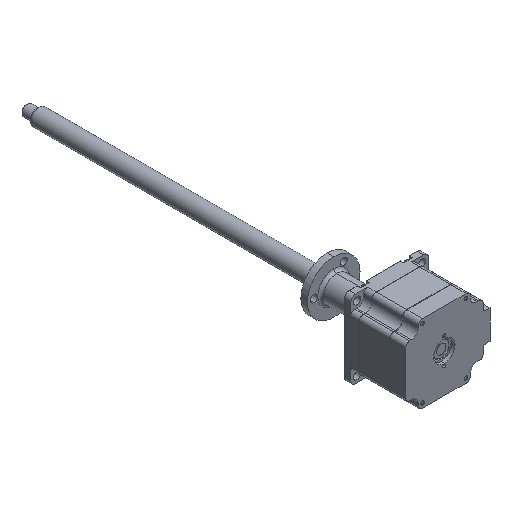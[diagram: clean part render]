
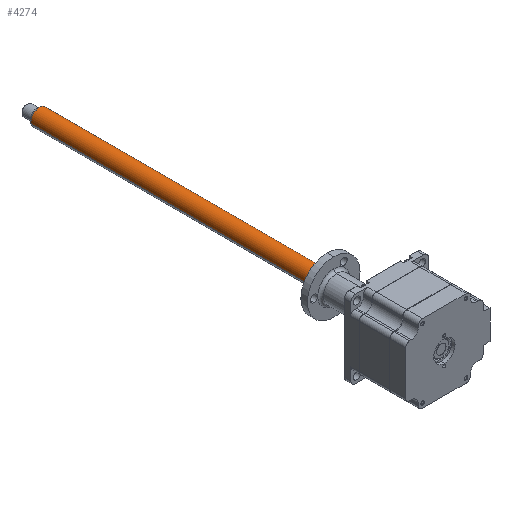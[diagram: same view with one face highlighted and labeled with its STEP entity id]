
A CAD part, isometric view. The second image highlights one B-rep face of the part: STEP entity #4274.
In plain terms, the highlighted cylindrical face has radius 6 mm (diameter 12 mm), a partial arc.
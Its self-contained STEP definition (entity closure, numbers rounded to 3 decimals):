
#546 = DIRECTION ( 'NONE',  ( -0.975, 0., -0.224 ) ) ;
#587 = CIRCLE ( 'NONE', #7894, 6. ) ;
#1012 = VERTEX_POINT ( 'NONE', #10889 ) ;
#2232 = ORIENTED_EDGE ( 'NONE', *, *, #12318, .T. ) ;
#2355 = CARTESIAN_POINT ( 'NONE',  ( -23.14, 3.999, 32.007 ) ) ;
#2827 = VERTEX_POINT ( 'NONE', #6962 ) ;
#3967 = VECTOR ( 'NONE', #8230, 1000. ) ;
#4274 = ADVANCED_FACE ( 'NONE', ( #8721 ), #6126, .T. ) ;
#4295 = CARTESIAN_POINT ( 'NONE',  ( -11.445, 253.999, 34.693 ) ) ;
#5305 = ORIENTED_EDGE ( 'NONE', *, *, #9510, .F. ) ;
#5718 = CARTESIAN_POINT ( 'NONE',  ( -17.293, 252.999, 33.35 ) ) ;
#5846 = ORIENTED_EDGE ( 'NONE', *, *, #11420, .F. ) ;
#5992 = ORIENTED_EDGE ( 'NONE', *, *, #11631, .T. ) ;
#6126 = CYLINDRICAL_SURFACE ( 'NONE', #10117, 6. ) ;
#6463 = DIRECTION ( 'NONE',  ( 0., -1., 0. ) ) ;
#6614 = VECTOR ( 'NONE', #8285, 1000. ) ;
#6707 = DIRECTION ( 'NONE',  ( 0.975, 0., 0.224 ) ) ;
#6931 = DIRECTION ( 'NONE',  ( 0., -1., 0. ) ) ;
#6962 = CARTESIAN_POINT ( 'NONE',  ( -23.14, 252.999, 32.007 ) ) ;
#7050 = CIRCLE ( 'NONE', #11043, 6. ) ;
#7346 = EDGE_LOOP ( 'NONE', ( #5305, #2232, #5992, #5846 ) ) ;
#7891 = DIRECTION ( 'NONE',  ( -0.975, 0., -0.224 ) ) ;
#7894 = AXIS2_PLACEMENT_3D ( 'NONE', #12237, #6463, #546 ) ;
#7915 = VERTEX_POINT ( 'NONE', #12297 ) ;
#8230 = DIRECTION ( 'NONE',  ( 0., -1., 0. ) ) ;
#8285 = DIRECTION ( 'NONE',  ( 0., -1., 0. ) ) ;
#8721 = FACE_OUTER_BOUND ( 'NONE', #7346, .T. ) ;
#8823 = CARTESIAN_POINT ( 'NONE',  ( -17.293, 253.999, 33.35 ) ) ;
#8867 = VERTEX_POINT ( 'NONE', #2355 ) ;
#9481 = LINE ( 'NONE', #10191, #6614 ) ;
#9510 = EDGE_CURVE ( 'NONE', #7915, #1012, #11703, .T. ) ;
#10117 = AXIS2_PLACEMENT_3D ( 'NONE', #8823, #6931, #7891 ) ;
#10191 = CARTESIAN_POINT ( 'NONE',  ( -23.14, 253.999, 32.007 ) ) ;
#10889 = CARTESIAN_POINT ( 'NONE',  ( -11.445, 3.999, 34.693 ) ) ;
#11043 = AXIS2_PLACEMENT_3D ( 'NONE', #5718, #12466, #6707 ) ;
#11420 = EDGE_CURVE ( 'NONE', #1012, #8867, #587, .T. ) ;
#11631 = EDGE_CURVE ( 'NONE', #2827, #8867, #9481, .T. ) ;
#11703 = LINE ( 'NONE', #4295, #3967 ) ;
#12237 = CARTESIAN_POINT ( 'NONE',  ( -17.293, 3.999, 33.35 ) ) ;
#12297 = CARTESIAN_POINT ( 'NONE',  ( -11.445, 252.999, 34.693 ) ) ;
#12318 = EDGE_CURVE ( 'NONE', #7915, #2827, #7050, .T. ) ;
#12466 = DIRECTION ( 'NONE',  ( 0., -1., 0. ) ) ;
